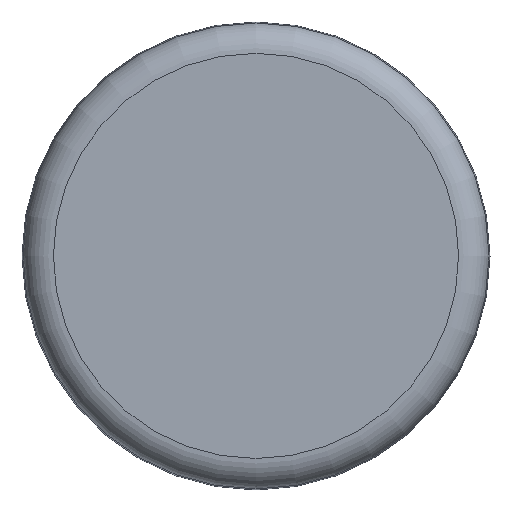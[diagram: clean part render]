
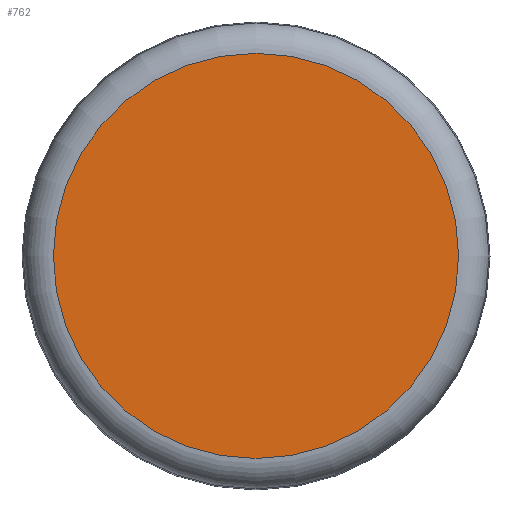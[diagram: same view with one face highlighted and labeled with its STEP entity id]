
A CAD part, top view. The second image highlights one B-rep face of the part: STEP entity #762.
In plain terms, the highlighted planar face has unit normal (0, 0, 1).
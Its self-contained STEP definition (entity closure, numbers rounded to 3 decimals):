
#305=PLANE('',#7779);
#762=ADVANCED_FACE('',(#1293),#305,.F.);
#1293=FACE_OUTER_BOUND('',#1691,.T.);
#1691=EDGE_LOOP('',(#4448));
#2021=CIRCLE('',#7777,13.333);
#4448=ORIENTED_EDGE('',*,*,#6475,.F.);
#5373=VERTEX_POINT('',#18167);
#6475=EDGE_CURVE('',#5373,#5373,#2021,.T.);
#7777=AXIS2_PLACEMENT_3D('',#18166,#9340,#9341);
#7779=AXIS2_PLACEMENT_3D('',#18169,#9344,#9345);
#9340=DIRECTION('',(0.,0.,-1.));
#9341=DIRECTION('',(1.,0.,0.));
#9344=DIRECTION('',(0.,0.,-1.));
#9345=DIRECTION('',(1.,0.,0.));
#18166=CARTESIAN_POINT('',(0.,0.,48.7));
#18167=CARTESIAN_POINT('',(13.333,0.,48.7));
#18169=CARTESIAN_POINT('',(0.,0.,48.7));
